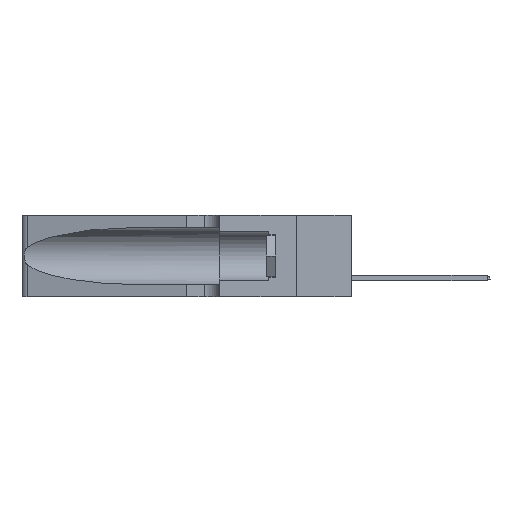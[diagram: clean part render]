
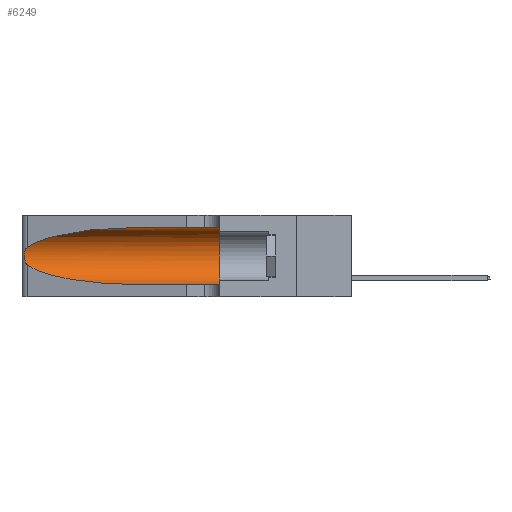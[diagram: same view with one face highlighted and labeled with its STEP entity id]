
A CAD part, left-side view. The second image highlights one B-rep face of the part: STEP entity #6249.
In plain terms, the highlighted cylindrical face has radius 3.308 mm (diameter 6.617 mm), a partial arc.
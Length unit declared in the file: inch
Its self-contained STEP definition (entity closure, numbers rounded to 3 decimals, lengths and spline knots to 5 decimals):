
#477 = CARTESIAN_POINT ( 'NONE',  ( 0.26018, 1.23835, 0.19895 ) ) ;
#1251 = CARTESIAN_POINT ( 'NONE',  ( 0.25555, 1.22993, 0.14849 ) ) ;
#3395 = FACE_OUTER_BOUND ( 'NONE', #9548, .T. ) ;
#3654 = CARTESIAN_POINT ( 'NONE',  ( 0.1305, 0.72297, 0.31525 ) ) ;
#5544 = ORIENTED_EDGE ( 'NONE', *, *, #13074, .F. ) ;
#5760 = VECTOR ( 'NONE', #25376, 39.37008 ) ;
#6249 = ADVANCED_FACE ( 'NONE', ( #3395 ), #6975, .F. ) ;
#6944 = LINE ( 'NONE', #23318, #21138 ) ;
#6975 = CYLINDRICAL_SURFACE ( 'NONE', #18555, 0.13025 ) ;
#7162 = CARTESIAN_POINT ( 'NONE',  ( 0.2373, 1.15595, 0.28018 ) ) ;
#7530 = CARTESIAN_POINT ( 'NONE',  ( 0.25487, 1.22718, 0.22369 ) ) ;
#7941 = CARTESIAN_POINT ( 'NONE',  ( 0.25487, 1.22718, 0.14631 ) ) ;
#8301 = CARTESIAN_POINT ( 'NONE',  ( 0.1305, 0.72297, 0.05475 ) ) ;
#8782 = ORIENTED_EDGE ( 'NONE', *, *, #14005, .T. ) ;
#9315 = ORIENTED_EDGE ( 'NONE', *, *, #12196, .T. ) ;
#9356 = LINE ( 'NONE', #20709, #5760 ) ;
#9548 = EDGE_LOOP ( 'NONE', ( #8782, #9315, #24041, #20566, #25752, #5544 ) ) ;
#9553 = CARTESIAN_POINT ( 'NONE',  ( 0.25639, 1.23184, 0.21858 ) ) ;
#9879 = VERTEX_POINT ( 'NONE', #8301 ) ;
#10427 = CARTESIAN_POINT ( 'NONE',  ( 0.25856, 1.23593, 0.16098 ) ) ;
#11065 = CARTESIAN_POINT ( 'NONE',  ( 0.1305, 0.72297, 0.31525 ) ) ;
#11829 = DIRECTION ( 'NONE',  ( 0., -1., 0. ) ) ;
#12062 = DIRECTION ( 'NONE',  ( 0., -1., 0. ) ) ;
#12196 = EDGE_CURVE ( 'NONE', #12836, #12214, #24971, .T. ) ;
#12214 = VERTEX_POINT ( 'NONE', #21909 ) ;
#12480 = CARTESIAN_POINT ( 'NONE',  ( 0.1305, 0.72297, 0.05475 ) ) ;
#12679 = CARTESIAN_POINT ( 'NONE',  ( 0.2373, 1.15595, 0.08982 ) ) ;
#12836 = VERTEX_POINT ( 'NONE', #13919 ) ;
#13074 = EDGE_CURVE ( 'NONE', #27173, #18825, #9356, .T. ) ;
#13919 = CARTESIAN_POINT ( 'NONE',  ( 0.25487, 1.22718, 0.22369 ) ) ;
#14005 = EDGE_CURVE ( 'NONE', #27173, #12836, #29352, .T. ) ;
#14678 = DIRECTION ( 'NONE',  ( 0., 0., 1. ) ) ;
#14828 = CARTESIAN_POINT ( 'NONE',  ( 0.25639, 1.23186, 0.15144 ) ) ;
#15023 = CARTESIAN_POINT ( 'NONE',  ( 0.25487, 1.22718, 0.14631 ) ) ;
#15033 = AXIS2_PLACEMENT_3D ( 'NONE', #23674, #26044, #14678 ) ;
#15400 = EDGE_CURVE ( 'NONE', #9879, #25299, #6944, .T. ) ;
#15758 = CARTESIAN_POINT ( 'NONE',  ( 0.25487, 1.22718, 0.22369 ) ) ;
#16995 = CARTESIAN_POINT ( 'NONE',  ( 0.25789, 1.23486, 0.15765 ) ) ;
#18555 = AXIS2_PLACEMENT_3D ( 'NONE', #23103, #11829, #18584 ) ;
#18584 = DIRECTION ( 'NONE',  ( 0., 0., -1. ) ) ;
#18825 = VERTEX_POINT ( 'NONE', #20054 ) ;
#19348 = CARTESIAN_POINT ( 'NONE',  ( 0.26075, 1.23896, 0.178 ) ) ;
#19399 = CARTESIAN_POINT ( 'NONE',  ( 0.18966, 0.96281, 0.05475 ) ) ;
#19675 =( BOUNDED_CURVE ( )  B_SPLINE_CURVE ( 3, ( #7941, #12679, #19399, #12480 ),
 .UNSPECIFIED., .F., .T. ) 
 B_SPLINE_CURVE_WITH_KNOTS ( ( 4, 4 ),
 ( 3.44316, 4.71239 ),
 .UNSPECIFIED. ) 
 CURVE ( )  GEOMETRIC_REPRESENTATION_ITEM ( )  RATIONAL_B_SPLINE_CURVE ( ( 1., 0.87, 0.87, 1. ) ) 
 REPRESENTATION_ITEM ( '' )  );
#20054 = CARTESIAN_POINT ( 'NONE',  ( 0.1305, 0.35, 0.31525 ) ) ;
#20318 = CIRCLE ( 'NONE', #15033, 0.13025 ) ;
#20566 = ORIENTED_EDGE ( 'NONE', *, *, #15400, .T. ) ;
#20709 = CARTESIAN_POINT ( 'NONE',  ( 0.1305, 1.61858, 0.31525 ) ) ;
#21138 = VECTOR ( 'NONE', #12062, 39.37008 ) ;
#21319 = CARTESIAN_POINT ( 'NONE',  ( 0.26075, 1.23896, 0.19203 ) ) ;
#21909 = CARTESIAN_POINT ( 'NONE',  ( 0.25487, 1.22718, 0.14631 ) ) ;
#23103 = CARTESIAN_POINT ( 'NONE',  ( 0.1305, 1.61858, 0.185 ) ) ;
#23219 = CARTESIAN_POINT ( 'NONE',  ( 0.25787, 1.23484, 0.2124 ) ) ;
#23318 = CARTESIAN_POINT ( 'NONE',  ( 0.1305, 1.61858, 0.05475 ) ) ;
#23419 = CARTESIAN_POINT ( 'NONE',  ( 0.25555, 1.22994, 0.2215 ) ) ;
#23674 = CARTESIAN_POINT ( 'NONE',  ( 0.1305, 0.35, 0.185 ) ) ;
#24041 = ORIENTED_EDGE ( 'NONE', *, *, #29408, .T. ) ;
#24255 = CARTESIAN_POINT ( 'NONE',  ( 0.18966, 0.96281, 0.31525 ) ) ;
#24971 = B_SPLINE_CURVE_WITH_KNOTS ( 'NONE', 3,
 ( #7530, #23419, #9553, #23219, #25424, #477, #21319, #19348, #28495, #10427, #16995, #14828, #1251, #15023 ),
 .UNSPECIFIED., .F., .F.,
 ( 4, 2, 2, 2, 2, 2, 4 ),
 ( 0., 0.00027, 0.00053, 0.00107, 0.0016, 0.00187, 0.00214 ),
 .UNSPECIFIED. ) ;
#25299 = VERTEX_POINT ( 'NONE', #29444 ) ;
#25376 = DIRECTION ( 'NONE',  ( 0., -1., 0. ) ) ;
#25424 = CARTESIAN_POINT ( 'NONE',  ( 0.25854, 1.2359, 0.20912 ) ) ;
#25752 = ORIENTED_EDGE ( 'NONE', *, *, #26336, .F. ) ;
#26044 = DIRECTION ( 'NONE',  ( 0., 1., 0. ) ) ;
#26336 = EDGE_CURVE ( 'NONE', #18825, #25299, #20318, .T. ) ;
#27173 = VERTEX_POINT ( 'NONE', #3654 ) ;
#28495 = CARTESIAN_POINT ( 'NONE',  ( 0.26017, 1.23833, 0.17102 ) ) ;
#29352 =( BOUNDED_CURVE ( )  B_SPLINE_CURVE ( 3, ( #11065, #24255, #7162, #15758 ),
 .UNSPECIFIED., .F., .F. ) 
 B_SPLINE_CURVE_WITH_KNOTS ( ( 4, 4 ),
 ( 1.5708, 2.84003 ),
 .UNSPECIFIED. ) 
 CURVE ( )  GEOMETRIC_REPRESENTATION_ITEM ( )  RATIONAL_B_SPLINE_CURVE ( ( 1., 0.87, 0.87, 1. ) ) 
 REPRESENTATION_ITEM ( '' )  );
#29408 = EDGE_CURVE ( 'NONE', #12214, #9879, #19675, .T. ) ;
#29444 = CARTESIAN_POINT ( 'NONE',  ( 0.1305, 0.35, 0.05475 ) ) ;
